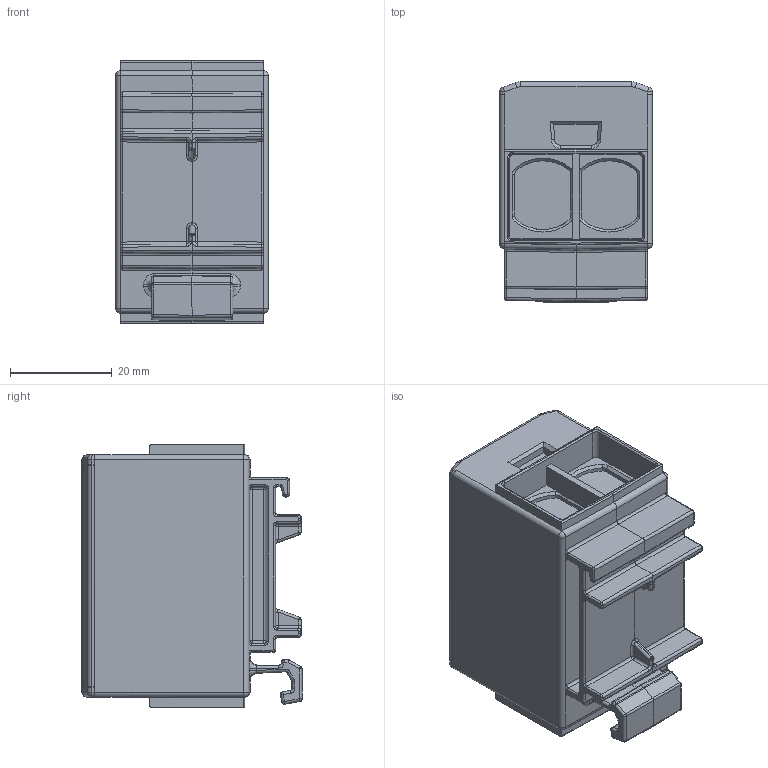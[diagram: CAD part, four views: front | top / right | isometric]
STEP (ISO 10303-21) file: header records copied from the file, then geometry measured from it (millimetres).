
FILE_DESCRIPTION(('Creo Elements/Direct Modeling STEP Export'),'2;1');
FILE_NAME('VC05-0048_OTL 2x50 Blue.stp','2023-02-24T10:50:08',(''),(''),'Creo Elements/Direct Modeling STEP processor for AP214 (Solid Model)','Creo Elements/Direct Modeling 20.1D 10-Oct-2020 (C) Parametric Technology GmbH','');
FILE_SCHEMA(('AUTOMOTIVE_DESIGN { 1 0 10303 214 1 1 1 1 }'));
Products named in the file (1): Kotelo_2x50_1
Bounding box: 30 x 43.2 x 51.6 mm (x, y, z)
Volume: 45297.9 mm3; surface area: 14038.2 mm2
Topology: 1 solids, 1 shells, 1920 faces, 5152 edges, 3246 vertices
Faces by surface type: plane 1354, cylinder 335, bspline 155, cone 36, sphere 28, torus 12
Entity records: 83890 total; most frequent: CARTESIAN_POINT 27986, ORIENTED_EDGE 10224, DIRECTION 8482, EDGE_CURVE 5112, VECTOR 4118, LINE 4118, VERTEX_POINT 3246, AXIS2_PLACEMENT_3D 2182
